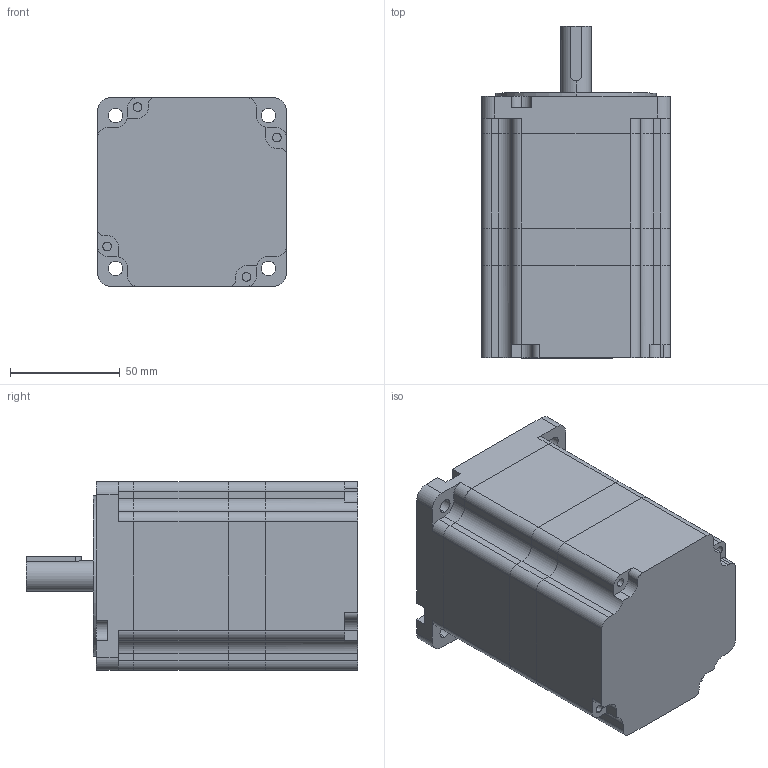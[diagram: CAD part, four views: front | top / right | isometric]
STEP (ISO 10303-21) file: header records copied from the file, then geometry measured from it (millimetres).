
FILE_DESCRIPTION (( 'STEP AP214' ), '1' );
FILE_NAME ('86A4-Z2（86HS78-K1432-BZ）.STEP', '2020-07-19T03:16:27', ( 'wimxt.com' ), ( 'wimxt.com' ), 'SwSTEP 2.0', 'SolidWorks 2014', '' );
FILE_SCHEMA (( 'AUTOMOTIVE_DESIGN' ));
Length unit declared in the file: millimetre
Products named in the file (6): 86A4-Z2（86HS78-K1432-BZ）; 86A4-Z瑩; 86A4-Z价陬; 86A4傷裔; 86A4菁釱; 86A4隅赽
Assembly tree (5 placements, depth 2):
  86A4-Z2（86HS78-K1432-BZ）
    86A4隅赽
    86A4菁釱
    86A4傷裔
    86A4-Z价陬
    86A4-Z瑩
Bounding box: 86 x 151 x 86 mm (x, y, z)
Volume: 547459.5 mm3; surface area: 108745.6 mm2
Topology: 5 solids, 6 shells, 235 faces, 637 edges, 425 vertices
Faces by surface type: cylinder 128, plane 107
Entity records: 7835 total; most frequent: DIRECTION 1377, CARTESIAN_POINT 1343, ORIENTED_EDGE 1274, EDGE_CURVE 637, AXIS2_PLACEMENT_3D 501, VERTEX_POINT 425, VECTOR 375, LINE 375
